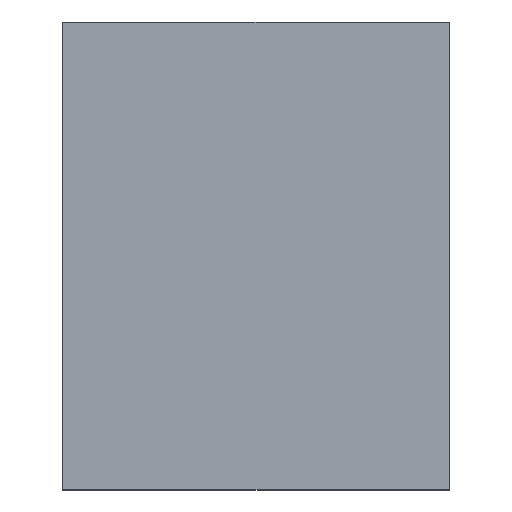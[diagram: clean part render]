
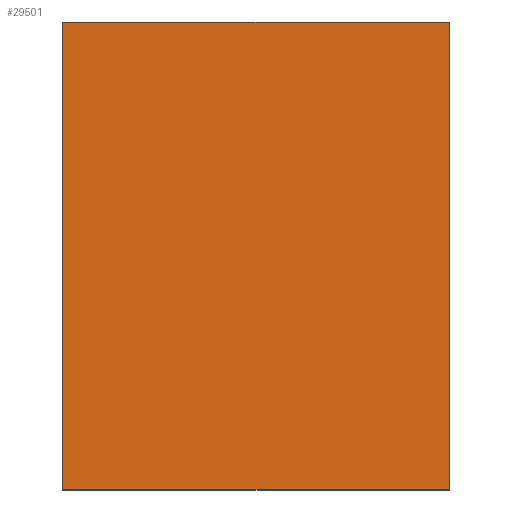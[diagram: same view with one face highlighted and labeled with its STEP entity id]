
A CAD part, front view. The second image highlights one B-rep face of the part: STEP entity #29501.
In plain terms, the highlighted planar face has unit normal (0, -1, 0).
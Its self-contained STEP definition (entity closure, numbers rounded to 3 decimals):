
#392=PLANE('',#33508);
#2028=LINE('',#52024,#4022);
#2030=LINE('',#52027,#4024);
#2039=LINE('',#52042,#4033);
#2041=LINE('',#52045,#4035);
#4022=VECTOR('',#42616,10.);
#4024=VECTOR('',#42620,10.);
#4033=VECTOR('',#42641,10.);
#4035=VECTOR('',#42645,10.);
#7443=FACE_OUTER_BOUND('',#9547,.T.);
#9547=EDGE_LOOP('',(#25966,#25967,#25968,#25969));
#14004=VERTEX_POINT('',#50955);
#14028=VERTEX_POINT('',#51050);
#14031=VERTEX_POINT('',#51057);
#14057=VERTEX_POINT('',#51140);
#18075=EDGE_CURVE('',#14028,#14057,#2028,.T.);
#18077=EDGE_CURVE('',#14057,#14031,#2030,.T.);
#18086=EDGE_CURVE('',#14031,#14004,#2039,.T.);
#18088=EDGE_CURVE('',#14004,#14028,#2041,.T.);
#25966=ORIENTED_EDGE('',*,*,#18075,.F.);
#25967=ORIENTED_EDGE('',*,*,#18088,.F.);
#25968=ORIENTED_EDGE('',*,*,#18086,.F.);
#25969=ORIENTED_EDGE('',*,*,#18077,.F.);
#29501=ADVANCED_FACE('',(#7443),#392,.T.);
#33508=AXIS2_PLACEMENT_3D('',#52343,#43133,#43134);
#42616=DIRECTION('',(0.,0.,1.));
#42620=DIRECTION('',(1.,0.,0.));
#42641=DIRECTION('',(0.,0.,-1.));
#42645=DIRECTION('',(-1.,0.,0.));
#43133=DIRECTION('center_axis',(0.,-1.,0.));
#43134=DIRECTION('ref_axis',(0.,0.,-1.));
#50955=CARTESIAN_POINT('',(34.9,-2.,-313.9));
#51050=CARTESIAN_POINT('',(-232.9,-2.,-313.9));
#51057=CARTESIAN_POINT('',(34.9,-2.,9.9));
#51140=CARTESIAN_POINT('',(-232.9,-2.,9.9));
#52024=CARTESIAN_POINT('',(-232.9,-2.,-233.));
#52027=CARTESIAN_POINT('',(-166.,-2.,9.9));
#52042=CARTESIAN_POINT('',(34.9,-2.,-71.));
#52045=CARTESIAN_POINT('',(-32.,-2.,-313.9));
#52343=CARTESIAN_POINT('Origin',(-99.,-2.,-152.));
